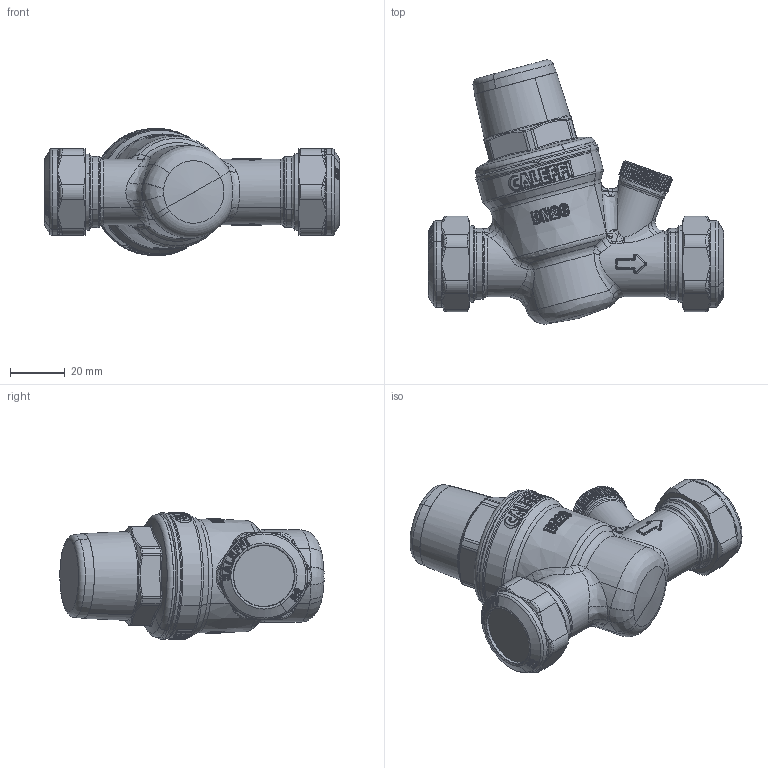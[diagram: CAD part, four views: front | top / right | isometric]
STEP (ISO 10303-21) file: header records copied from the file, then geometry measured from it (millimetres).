
FILE_DESCRIPTION(('CATIA V5 STEP Exchange','CAx-IF Rec.Pracs.--- Model Styling and Organization---1.4--- 2014-01-23','CAx-IF Rec.Pracs.---3D Tessellated Data Validation Properties---0.5---2014-09-14'),'2;1');
FILE_NAME('STEP_533751H_-_TST.stp','2021-11-17T15:37:17+00:00',('none'),('none'),'CATIA Version 5-6 Release 2019 SP3','CATIA V5 STEP AP242 v1','none');
FILE_SCHEMA(('AP242_MANAGED_MODEL_BASED_3D_ENGINEERING_MIM_LF {1 0 10303 442 1 1 4}'));
Products named in the file (1): 533751H - TST
Bounding box: 107.89 x 96.6 x 46.4 mm (x, y, z)
Volume: 151925.4 mm3; surface area: 21915.9 mm2
Topology: 1 solids, 1 shells, 3141 faces, 7550 edges, 4158 vertices
Faces by surface type: bspline 2001, plane 406, cylinder 291, sphere 254, cone 106, torus 81, revolution 2
Entity records: 186671 total; most frequent: CARTESIAN_POINT 134475, ORIENTED_EDGE 14498, EDGE_CURVE 7249, B_SPLINE_CURVE_WITH_KNOTS 5310, VERTEX_POINT 4158, DIRECTION 3683, EDGE_LOOP 3189, ADVANCED_FACE 3141
